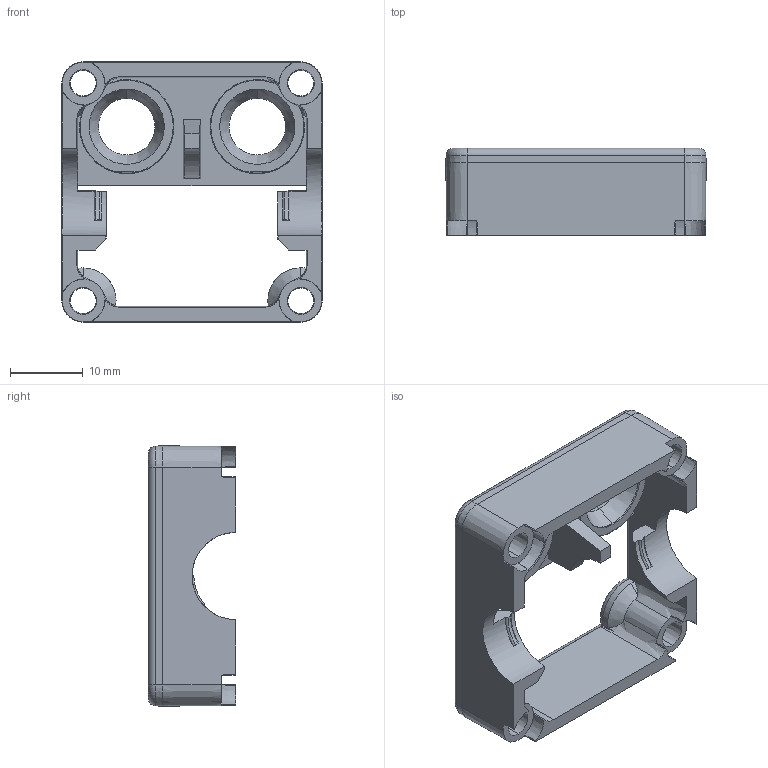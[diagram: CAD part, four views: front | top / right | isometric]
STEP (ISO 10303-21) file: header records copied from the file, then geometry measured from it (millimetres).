
FILE_DESCRIPTION (( 'STEP AP214' ), '1' );
FILE_NAME ('1320-D.STEP', '2015-07-16T09:38:54', ( '' ), ( '' ), 'SwSTEP 2.0', 'SolidWorks 2015', '' );
FILE_SCHEMA (( 'AUTOMOTIVE_DESIGN' ));
Length unit declared in the file: millimetre
Products named in the file (1): 1320-D
Bounding box: 35.89 x 12 x 35.89 mm (x, y, z)
Volume: 4372.6 mm3; surface area: 5073 mm2
Topology: 1 solids, 1 shells, 154 faces, 424 edges, 272 vertices
Faces by surface type: cone 51, plane 41, bspline 32, cylinder 20, torus 10
Entity records: 7078 total; most frequent: CARTESIAN_POINT 3493, ORIENTED_EDGE 848, DIRECTION 608, EDGE_CURVE 424, VERTEX_POINT 272, AXIS2_PLACEMENT_3D 239, EDGE_LOOP 168, B_SPLINE_CURVE_WITH_KNOTS 164
